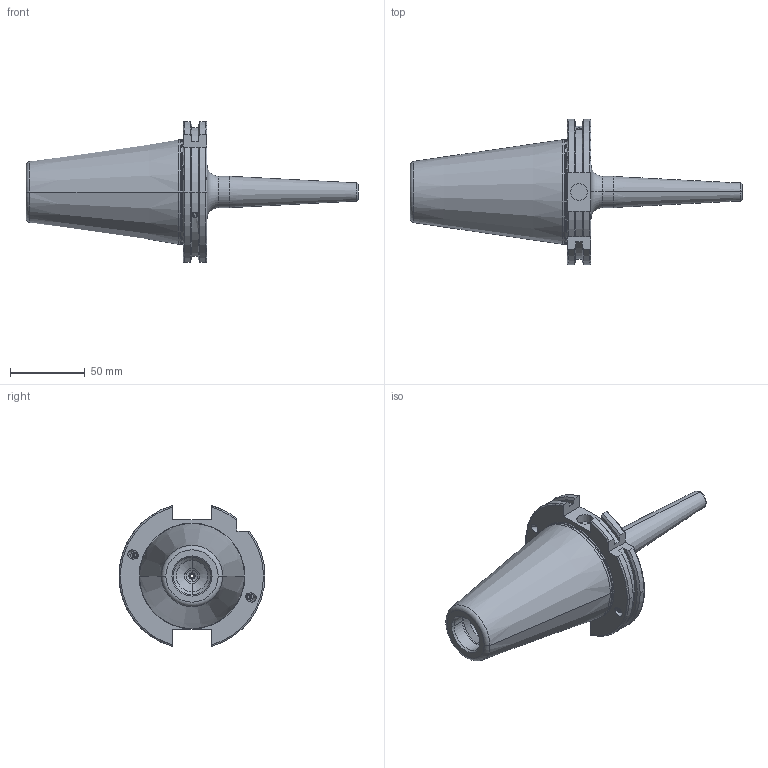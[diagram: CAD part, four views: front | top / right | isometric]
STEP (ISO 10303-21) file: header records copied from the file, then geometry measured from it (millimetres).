
FILE_DESCRIPTION (( 'STEP AP203' ), '1' );
FILE_NAME ('FWS509H-SFS06120.STEP', '2024-08-30T10:37:18', ( '' ), ( '' ), 'SwSTEP 2.0', 'SolidWorks 2024', '' );
FILE_SCHEMA (( 'CONFIG_CONTROL_DESIGN' ));
Length unit declared in the file: millimetre
Products named in the file (6): FWS509H-SFS06120; SK50SFS06120FWW; SCWM5; GS-M4X4_DIN 913 - M4 x 4-N; GS-M4X4-COATING_DIN 913 - M4 x 4-N
Assembly tree (7 placements, depth 3):
  FWS509H-SFS06120
    SK50SFS06120FWW
      SK50SFS06120FWW
      GS-M4X4_DIN 913 - M4 x 4-N  x2
      GS-M4X4-COATING_DIN 913 - M4 x 4-N  x2
      SCWM5
Bounding box: 221.75 x 97.5 x 94.05 mm (x, y, z)
Volume: 355410.7 mm3; surface area: 51305.3 mm2
Topology: 6 solids, 6 shells, 285 faces, 677 edges, 419 vertices
Faces by surface type: cone 104, cylinder 83, plane 78, torus 20
Entity records: 7472 total; most frequent: CARTESIAN_POINT 1664, DIRECTION 1154, ORIENTED_EDGE 1026, EDGE_CURVE 513, AXIS2_PLACEMENT_3D 457, VERTEX_POINT 317, EDGE_LOOP 242, VECTOR 240
